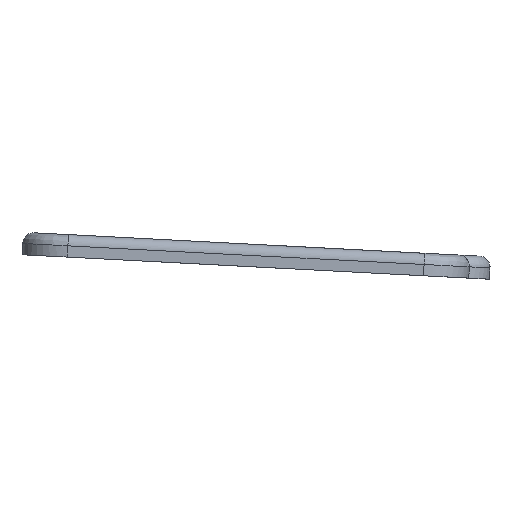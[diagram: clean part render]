
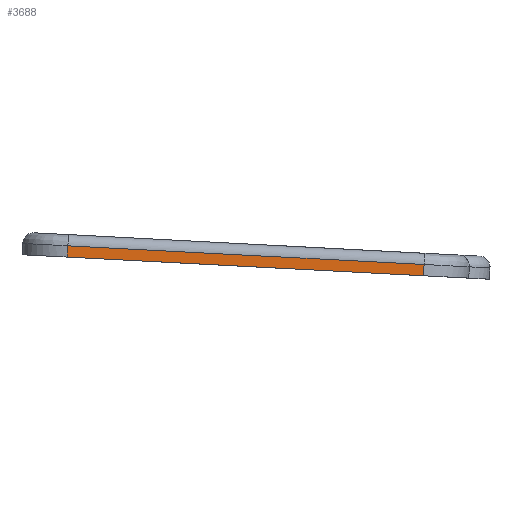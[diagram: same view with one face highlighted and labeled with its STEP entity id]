
A CAD part, left-side view. The second image highlights one B-rep face of the part: STEP entity #3688.
In plain terms, the highlighted planar face has unit normal (-1, 0, 0).
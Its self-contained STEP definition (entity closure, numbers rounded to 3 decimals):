
#320=FACE_OUTER_BOUND('',#546,.T.);
#546=EDGE_LOOP('',(#2591,#2592,#2593,#2594));
#785=LINE('',#5260,#1175);
#821=LINE('',#5843,#1211);
#822=LINE('',#5844,#1212);
#823=LINE('',#5845,#1213);
#1175=VECTOR('',#4232,10.);
#1211=VECTOR('',#4318,10.);
#1212=VECTOR('',#4319,10.);
#1213=VECTOR('',#4320,10.);
#1570=VERTEX_POINT('',#5233);
#1571=VERTEX_POINT('',#5259);
#1641=VERTEX_POINT('',#5841);
#1642=VERTEX_POINT('',#5842);
#1924=EDGE_CURVE('',#1570,#1571,#785,.T.);
#2002=EDGE_CURVE('',#1641,#1642,#821,.T.);
#2003=EDGE_CURVE('',#1641,#1571,#822,.T.);
#2004=EDGE_CURVE('',#1570,#1642,#823,.T.);
#2591=ORIENTED_EDGE('',*,*,#2002,.F.);
#2592=ORIENTED_EDGE('',*,*,#2003,.T.);
#2593=ORIENTED_EDGE('',*,*,#1924,.F.);
#2594=ORIENTED_EDGE('',*,*,#2004,.T.);
#3561=PLANE('',#3938);
#3688=ADVANCED_FACE('',(#320),#3561,.T.);
#3938=AXIS2_PLACEMENT_3D('',#5840,#4316,#4317);
#4232=DIRECTION('',(0.,0.999,0.052));
#4316=DIRECTION('center_axis',(-1.,0.,
0.));
#4317=DIRECTION('ref_axis',(0.,0.999,0.052));
#4318=DIRECTION('',(0.,-0.999,-0.052));
#4319=DIRECTION('',(0.,0.052,-0.999));
#4320=DIRECTION('',(0.,-0.052,0.999));
#5233=CARTESIAN_POINT('',(-11.993,-100.097,15.396));
#5259=CARTESIAN_POINT('',(-11.993,-5.147,20.372));
#5260=CARTESIAN_POINT('',(-11.993,-5.147,20.372));
#5840=CARTESIAN_POINT('Origin',(-11.993,-100.149,16.395));
#5841=CARTESIAN_POINT('',(-11.993,-5.304,23.368));
#5842=CARTESIAN_POINT('',(-11.993,-100.254,18.392));
#5843=CARTESIAN_POINT('',(-11.993,-77.899,19.563));
#5844=CARTESIAN_POINT('',(-11.993,-5.199,21.371));
#5845=CARTESIAN_POINT('',(-11.993,-100.149,16.395));
